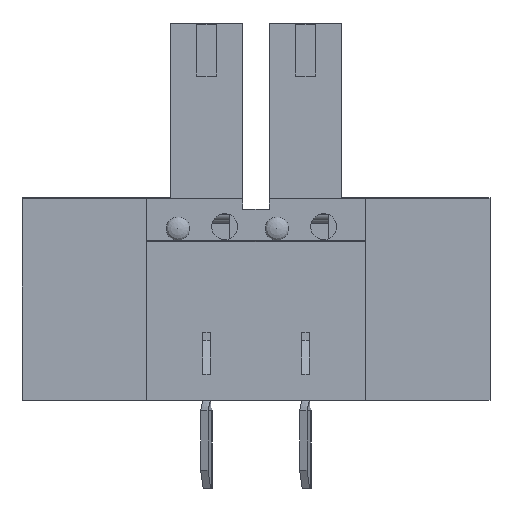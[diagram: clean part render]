
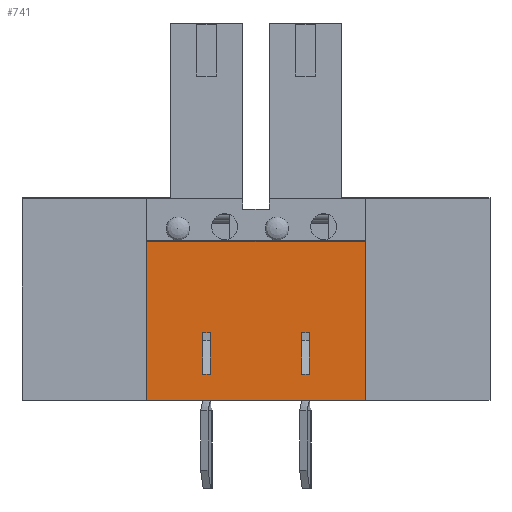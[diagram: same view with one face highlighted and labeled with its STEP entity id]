
A CAD part, front view. The second image highlights one B-rep face of the part: STEP entity #741.
In plain terms, the highlighted planar face has unit normal (0, -1, 0).
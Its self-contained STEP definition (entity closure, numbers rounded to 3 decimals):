
#741 = ADVANCED_FACE( '', ( #1576, #1577, #1578 ), #1579, .F. );
#1576 = FACE_BOUND( '', #2682, .T. );
#1577 = FACE_BOUND( '', #2683, .T. );
#1578 = FACE_OUTER_BOUND( '', #2684, .T. );
#1579 = PLANE( '', #2685 );
#2682 = EDGE_LOOP( '', ( #4684, #4685, #4686, #4687 ) );
#2683 = EDGE_LOOP( '', ( #4688, #4689, #4690, #4691 ) );
#2684 = EDGE_LOOP( '', ( #4692, #4693, #4694, #4695 ) );
#2685 = AXIS2_PLACEMENT_3D( '', #4696, #4697, #4698 );
#4684 = ORIENTED_EDGE( '', *, *, #6479, .T. );
#4685 = ORIENTED_EDGE( '', *, *, #6419, .T. );
#4686 = ORIENTED_EDGE( '', *, *, #6383, .T. );
#4687 = ORIENTED_EDGE( '', *, *, #6732, .T. );
#4688 = ORIENTED_EDGE( '', *, *, #6703, .T. );
#4689 = ORIENTED_EDGE( '', *, *, #6733, .T. );
#4690 = ORIENTED_EDGE( '', *, *, #6360, .T. );
#4691 = ORIENTED_EDGE( '', *, *, #6551, .T. );
#4692 = ORIENTED_EDGE( '', *, *, #6734, .F. );
#4693 = ORIENTED_EDGE( '', *, *, #6735, .F. );
#4694 = ORIENTED_EDGE( '', *, *, #6680, .T. );
#4695 = ORIENTED_EDGE( '', *, *, #6736, .F. );
#4696 = CARTESIAN_POINT( '', ( 4.205, -3.3, 3.9 ) );
#4697 = DIRECTION( '', ( 0., 1., 0. ) );
#4698 = DIRECTION( '', ( 0., 0., 1. ) );
#6360 = EDGE_CURVE( '', #7771, #7780, #7782, .T. );
#6383 = EDGE_CURVE( '', #7809, #7820, #7822, .T. );
#6419 = EDGE_CURVE( '', #7870, #7809, #7871, .T. );
#6479 = EDGE_CURVE( '', #7963, #7870, #7964, .T. );
#6551 = EDGE_CURVE( '', #7780, #8058, #8060, .T. );
#6680 = EDGE_CURVE( '', #8250, #8248, #8251, .T. );
#6703 = EDGE_CURVE( '', #8058, #8281, #8283, .T. );
#6732 = EDGE_CURVE( '', #7820, #7963, #8316, .T. );
#6733 = EDGE_CURVE( '', #8281, #7771, #8317, .T. );
#6734 = EDGE_CURVE( '', #8318, #8319, #8320, .T. );
#6735 = EDGE_CURVE( '', #8250, #8318, #8321, .T. );
#6736 = EDGE_CURVE( '', #8319, #8248, #8322, .T. );
#7771 = VERTEX_POINT( '', #9885 );
#7780 = VERTEX_POINT( '', #9899 );
#7782 = LINE( '', #9902, #9903 );
#7809 = VERTEX_POINT( '', #9937 );
#7820 = VERTEX_POINT( '', #9954 );
#7822 = LINE( '', #9957, #9958 );
#7870 = VERTEX_POINT( '', #10029 );
#7871 = LINE( '', #10030, #10031 );
#7963 = VERTEX_POINT( '', #10175 );
#7964 = LINE( '', #10176, #10177 );
#8058 = VERTEX_POINT( '', #10315 );
#8060 = LINE( '', #10318, #10319 );
#8248 = VERTEX_POINT( '', #10684 );
#8250 = VERTEX_POINT( '', #10687 );
#8251 = LINE( '', #10688, #10689 );
#8281 = VERTEX_POINT( '', #10731 );
#8283 = LINE( '', #10734, #10735 );
#8316 = LINE( '', #10782, #10783 );
#8317 = LINE( '', #10784, #10785 );
#8318 = VERTEX_POINT( '', #10786 );
#8319 = VERTEX_POINT( '', #10787 );
#8320 = LINE( '', #10788, #10789 );
#8321 = LINE( '', #10790, #10791 );
#8322 = LINE( '', #10792, #10793 );
#9885 = CARTESIAN_POINT( '', ( 1.755, -3.3, -2.9 ) );
#9899 = CARTESIAN_POINT( '', ( 1.755, -3.3, -1.3 ) );
#9902 = CARTESIAN_POINT( '', ( 1.755, -3.3, -2.9 ) );
#9903 = VECTOR( '', #11692, 1000. );
#9937 = CARTESIAN_POINT( '', ( -2.055, -3.3, -2.9 ) );
#9954 = CARTESIAN_POINT( '', ( -2.055, -3.3, -1.3 ) );
#9957 = CARTESIAN_POINT( '', ( -2.055, -3.3, -2.9 ) );
#9958 = VECTOR( '', #11719, 1000. );
#10029 = CARTESIAN_POINT( '', ( -1.755, -3.3, -2.9 ) );
#10030 = CARTESIAN_POINT( '', ( -1.755, -3.3, -2.9 ) );
#10031 = VECTOR( '', #11749, 1000. );
#10175 = CARTESIAN_POINT( '', ( -1.755, -3.3, -1.3 ) );
#10176 = CARTESIAN_POINT( '', ( -1.755, -3.3, -1.3 ) );
#10177 = VECTOR( '', #11802, 1000. );
#10315 = CARTESIAN_POINT( '', ( 2.055, -3.3, -1.3 ) );
#10318 = CARTESIAN_POINT( '', ( 1.755, -3.3, -1.3 ) );
#10319 = VECTOR( '', #11857, 1000. );
#10684 = CARTESIAN_POINT( '', ( -4.205, -3.3, -3.9 ) );
#10687 = CARTESIAN_POINT( '', ( -4.205, -3.3, 2.2 ) );
#10688 = CARTESIAN_POINT( '', ( -4.205, -3.3, 3.9 ) );
#10689 = VECTOR( '', #11982, 1000. );
#10731 = CARTESIAN_POINT( '', ( 2.055, -3.3, -2.9 ) );
#10734 = CARTESIAN_POINT( '', ( 2.055, -3.3, -1.3 ) );
#10735 = VECTOR( '', #12005, 1000. );
#10782 = CARTESIAN_POINT( '', ( -2.055, -3.3, -1.3 ) );
#10783 = VECTOR( '', #12029, 1000. );
#10784 = CARTESIAN_POINT( '', ( 2.055, -3.3, -2.9 ) );
#10785 = VECTOR( '', #12030, 1000. );
#10786 = CARTESIAN_POINT( '', ( 4.205, -3.3, 2.2 ) );
#10787 = CARTESIAN_POINT( '', ( 4.205, -3.3, -3.9 ) );
#10788 = CARTESIAN_POINT( '', ( 4.205, -3.3, 3.9 ) );
#10789 = VECTOR( '', #12031, 1000. );
#10790 = CARTESIAN_POINT( '', ( -4.205, -3.3, 2.2 ) );
#10791 = VECTOR( '', #12032, 1000. );
#10792 = CARTESIAN_POINT( '', ( 4.205, -3.3, -3.9 ) );
#10793 = VECTOR( '', #12033, 1000. );
#11692 = DIRECTION( '', ( 0., 0., 1. ) );
#11719 = DIRECTION( '', ( 0., 0., 1. ) );
#11749 = DIRECTION( '', ( -1., 0., 0. ) );
#11802 = DIRECTION( '', ( 0., 0., -1. ) );
#11857 = DIRECTION( '', ( 1., 0., 0. ) );
#11982 = DIRECTION( '', ( 0., 0., -1. ) );
#12005 = DIRECTION( '', ( 0., 0., -1. ) );
#12029 = DIRECTION( '', ( 1., 0., 0. ) );
#12030 = DIRECTION( '', ( -1., 0., 0. ) );
#12031 = DIRECTION( '', ( 0., 0., -1. ) );
#12032 = DIRECTION( '', ( 1., 0., 0. ) );
#12033 = DIRECTION( '', ( -1., 0., 0. ) );
